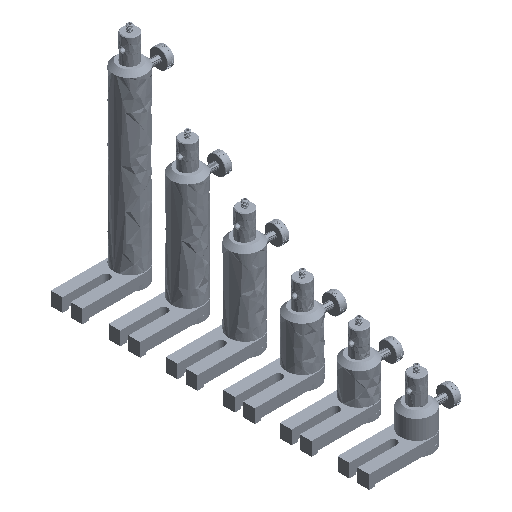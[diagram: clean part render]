
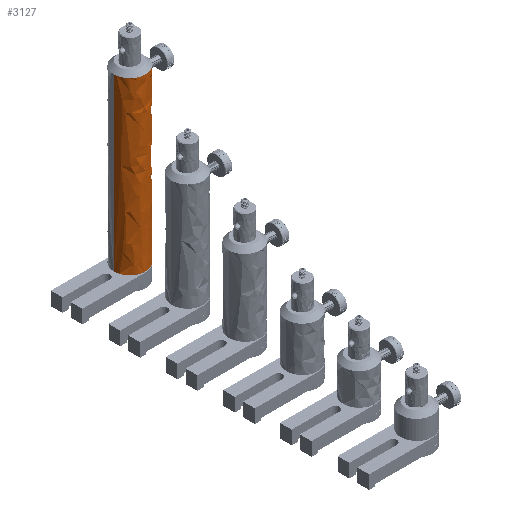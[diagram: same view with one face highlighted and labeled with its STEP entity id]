
A CAD part, isometric view. The second image highlights one B-rep face of the part: STEP entity #3127.
In plain terms, the highlighted free-form (B-spline) face has degree [2, 1] with [9, 2] control points.
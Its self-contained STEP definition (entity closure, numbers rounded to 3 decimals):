
#3127=ADVANCED_FACE('',(#6499),#56999,.T.);
#6499=FACE_OUTER_BOUND('',#10010,.T.);
#10010=EDGE_LOOP('',(#26062,#26063,#26064,#26065,#26066,#26067,#26068));
#26062=ORIENTED_EDGE('',*,*,#36924,.F.);
#26063=ORIENTED_EDGE('',*,*,#36937,.T.);
#26064=ORIENTED_EDGE('',*,*,#36934,.F.);
#26065=ORIENTED_EDGE('',*,*,#36935,.T.);
#26066=ORIENTED_EDGE('',*,*,#36936,.T.);
#26067=ORIENTED_EDGE('',*,*,#36938,.T.);
#26068=ORIENTED_EDGE('',*,*,#36927,.F.);
#36924=EDGE_CURVE('',#52881,#52882,#42445,.T.);
#36927=EDGE_CURVE('',#52882,#52883,#42446,.T.);
#36934=EDGE_CURVE('',#52885,#52884,#46997,.T.);
#36935=EDGE_CURVE('',#52885,#52886,#46998,.T.);
#36936=EDGE_CURVE('',#52886,#52887,#46999,.T.);
#36937=EDGE_CURVE('',#52881,#52884,#47000,.T.);
#36938=EDGE_CURVE('',#52887,#52883,#47001,.T.);
#42445=B_SPLINE_CURVE_WITH_KNOTS('',3,(#157236,#157237,#157238,#157239,
#157240,#157241,#157242,#157243,#157244,#157245),.UNSPECIFIED.,.F.,.F.,
(4,2,2,2,4),(-1.114,-1.024,-0.929,-0.833,
-0.743),.UNSPECIFIED.);
#42446=B_SPLINE_CURVE_WITH_KNOTS('',3,(#157250,#157251,#157252,#157253,
#157254,#157255,#157256,#157257,#157258,#157259),.UNSPECIFIED.,.F.,.F.,
(4,2,2,2,4),(-0.743,-0.653,-0.557,-0.461,
-0.371),.UNSPECIFIED.);
#46997=(
BOUNDED_CURVE()
B_SPLINE_CURVE(2,(#157293,#157294,#157295,#157296,#157297),
 .UNSPECIFIED.,.F.,.F.)
B_SPLINE_CURVE_WITH_KNOTS((3,2,3),(0.,19.635,39.27),
 .UNSPECIFIED.)
CURVE()
GEOMETRIC_REPRESENTATION_ITEM()
RATIONAL_B_SPLINE_CURVE((1.,0.707,1.,0.707,1.))
REPRESENTATION_ITEM('')
);
#46998=(
BOUNDED_CURVE()
B_SPLINE_CURVE(1,(#157298,#157299),.UNSPECIFIED.,.F.,.F.)
B_SPLINE_CURVE_WITH_KNOTS((2,2),(0.,135.),.UNSPECIFIED.)
CURVE()
GEOMETRIC_REPRESENTATION_ITEM()
RATIONAL_B_SPLINE_CURVE((1.,1.))
REPRESENTATION_ITEM('')
);
#46999=(
BOUNDED_CURVE()
B_SPLINE_CURVE(2,(#157300,#157301,#157302,#157303,#157304),
 .UNSPECIFIED.,.F.,.F.)
B_SPLINE_CURVE_WITH_KNOTS((3,2,3),(-39.27,-19.635,
0.),.UNSPECIFIED.)
CURVE()
GEOMETRIC_REPRESENTATION_ITEM()
RATIONAL_B_SPLINE_CURVE((1.,0.707,1.,0.707,1.))
REPRESENTATION_ITEM('')
);
#47000=(
BOUNDED_CURVE()
B_SPLINE_CURVE(1,(#157305,#157306),.UNSPECIFIED.,.F.,.F.)
B_SPLINE_CURVE_WITH_KNOTS((2,2),(144.579,148.62),.UNSPECIFIED.)
CURVE()
GEOMETRIC_REPRESENTATION_ITEM()
RATIONAL_B_SPLINE_CURVE((1.,1.))
REPRESENTATION_ITEM('')
);
#47001=(
BOUNDED_CURVE()
B_SPLINE_CURVE(1,(#157307,#157308),.UNSPECIFIED.,.F.,.F.)
B_SPLINE_CURVE_WITH_KNOTS((2,2),(13.62,139.662),
 .UNSPECIFIED.)
CURVE()
GEOMETRIC_REPRESENTATION_ITEM()
RATIONAL_B_SPLINE_CURVE((1.,1.))
REPRESENTATION_ITEM('')
);
#52881=VERTEX_POINT('',#157081);
#52882=VERTEX_POINT('',#157082);
#52883=VERTEX_POINT('',#157083);
#52884=VERTEX_POINT('',#157084);
#52885=VERTEX_POINT('',#157085);
#52886=VERTEX_POINT('',#157086);
#52887=VERTEX_POINT('',#157087);
#56999=(
BOUNDED_SURFACE()
B_SPLINE_SURFACE(2,1,((#156971,#156972),(#156973,#156974),(#156975,#156976),
(#156977,#156978),(#156979,#156980),(#156981,#156982),(#156983,#156984),
(#156985,#156986),(#156987,#156988)),.UNSPECIFIED.,.T.,.F.,.F.)
B_SPLINE_SURFACE_WITH_KNOTS((3,2,2,2,3),(2,2),(0.,1.571,3.142,
4.712,6.283),(0.,162.24),.UNSPECIFIED.)
GEOMETRIC_REPRESENTATION_ITEM()
RATIONAL_B_SPLINE_SURFACE(((1.,1.),(0.707,0.707),
(1.,1.),(0.707,0.707),(1.,1.),(0.707,
0.707),(1.,1.),(0.707,0.707),(1.,1.)))
REPRESENTATION_ITEM('')
SURFACE()
);
#156971=CARTESIAN_POINT('',(23.568,113.38,-2.169));
#156972=CARTESIAN_POINT('',(23.568,113.38,160.071));
#156973=CARTESIAN_POINT('',(23.837,125.877,-2.169));
#156974=CARTESIAN_POINT('',(23.837,125.877,160.071));
#156975=CARTESIAN_POINT('',(11.339,126.145,-2.169));
#156976=CARTESIAN_POINT('',(11.339,126.145,160.071));
#156977=CARTESIAN_POINT('',(-1.158,126.414,-2.169));
#156978=CARTESIAN_POINT('',(-1.158,126.414,160.071));
#156979=CARTESIAN_POINT('',(-1.426,113.917,-2.169));
#156980=CARTESIAN_POINT('',(-1.426,113.917,160.071));
#156981=CARTESIAN_POINT('',(-1.694,101.419,-2.169));
#156982=CARTESIAN_POINT('',(-1.694,101.419,160.071));
#156983=CARTESIAN_POINT('',(10.803,101.151,-2.169));
#156984=CARTESIAN_POINT('',(10.803,101.151,160.071));
#156985=CARTESIAN_POINT('',(23.3,100.883,-2.169));
#156986=CARTESIAN_POINT('',(23.3,100.883,160.071));
#156987=CARTESIAN_POINT('',(23.568,113.38,-2.169));
#156988=CARTESIAN_POINT('',(23.568,113.38,160.071));
#157081=CARTESIAN_POINT('',(23.568,113.38,142.41));
#157082=CARTESIAN_POINT('',(23.271,110.927,139.951));
#157083=CARTESIAN_POINT('',(23.568,113.38,137.493));
#157084=CARTESIAN_POINT('',(23.568,113.38,146.451));
#157085=CARTESIAN_POINT('',(-1.426,113.917,146.451));
#157086=CARTESIAN_POINT('',(-1.426,113.917,11.451));
#157087=CARTESIAN_POINT('',(23.568,113.38,11.451));
#157236=CARTESIAN_POINT('',(23.568,113.38,142.41));
#157237=CARTESIAN_POINT('',(23.562,113.066,142.41));
#157238=CARTESIAN_POINT('',(23.542,112.757,142.35));
#157239=CARTESIAN_POINT('',(23.486,112.158,142.109));
#157240=CARTESIAN_POINT('',(23.448,111.878,141.924));
#157241=CARTESIAN_POINT('',(23.371,111.41,141.455));
#157242=CARTESIAN_POINT('',(23.335,111.226,141.174));
#157243=CARTESIAN_POINT('',(23.286,110.987,140.575));
#157244=CARTESIAN_POINT('',(23.271,110.927,140.265));
#157245=CARTESIAN_POINT('',(23.271,110.927,139.951));
#157250=CARTESIAN_POINT('',(23.271,110.927,139.951));
#157251=CARTESIAN_POINT('',(23.271,110.927,139.637));
#157252=CARTESIAN_POINT('',(23.286,110.987,139.327));
#157253=CARTESIAN_POINT('',(23.335,111.226,138.728));
#157254=CARTESIAN_POINT('',(23.371,111.41,138.448));
#157255=CARTESIAN_POINT('',(23.448,111.878,137.978));
#157256=CARTESIAN_POINT('',(23.486,112.158,137.793));
#157257=CARTESIAN_POINT('',(23.542,112.757,137.553));
#157258=CARTESIAN_POINT('',(23.562,113.066,137.493));
#157259=CARTESIAN_POINT('',(23.568,113.38,137.493));
#157293=CARTESIAN_POINT('',(-1.426,113.917,146.451));
#157294=CARTESIAN_POINT('',(-1.694,101.419,146.451));
#157295=CARTESIAN_POINT('',(10.803,101.151,146.451));
#157296=CARTESIAN_POINT('',(23.3,100.883,146.451));
#157297=CARTESIAN_POINT('',(23.568,113.38,146.451));
#157298=CARTESIAN_POINT('',(-1.426,113.917,146.451));
#157299=CARTESIAN_POINT('',(-1.426,113.917,11.451));
#157300=CARTESIAN_POINT('',(-1.426,113.917,11.451));
#157301=CARTESIAN_POINT('',(-1.694,101.419,11.451));
#157302=CARTESIAN_POINT('',(10.803,101.151,11.451));
#157303=CARTESIAN_POINT('',(23.3,100.883,11.451));
#157304=CARTESIAN_POINT('',(23.568,113.38,11.451));
#157305=CARTESIAN_POINT('',(23.568,113.38,142.41));
#157306=CARTESIAN_POINT('',(23.568,113.38,146.451));
#157307=CARTESIAN_POINT('',(23.568,113.38,11.451));
#157308=CARTESIAN_POINT('',(23.568,113.38,137.493));
